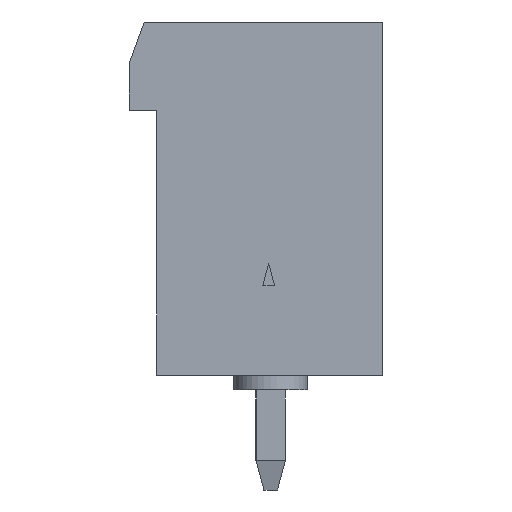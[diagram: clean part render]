
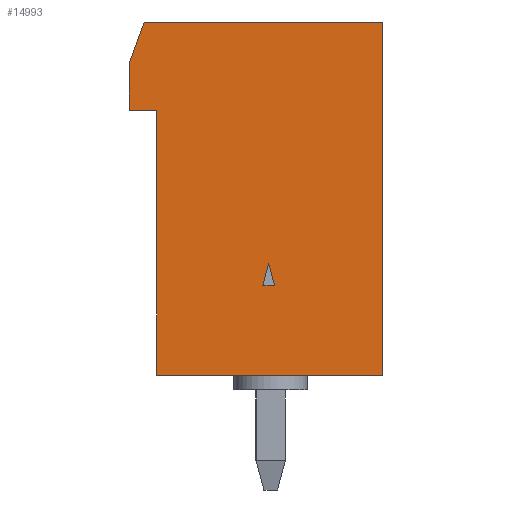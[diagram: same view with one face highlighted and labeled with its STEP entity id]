
A CAD part, left-side view. The second image highlights one B-rep face of the part: STEP entity #14993.
In plain terms, the highlighted planar face has unit normal (-1, 0, 0).
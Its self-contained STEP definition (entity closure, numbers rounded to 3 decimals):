
#14826=CARTESIAN_POINT('',(-48.26,0.271,3.05));
#14827=VERTEX_POINT('',#14826);
#14844=CARTESIAN_POINT('',(-48.26,0.07,3.8));
#14845=VERTEX_POINT('',#14844);
#14852=CARTESIAN_POINT('',(-48.26,0.07,3.8));
#14853=DIRECTION('',(0.0,0.259,-0.966));
#14854=VECTOR('',#14853,0.776);
#14855=LINE('',#14852,#14854);
#14856=EDGE_CURVE('',#14845,#14827,#14855,.T.);
#14868=CARTESIAN_POINT('',(-48.26,-0.131,3.05));
#14869=VERTEX_POINT('',#14868);
#14883=CARTESIAN_POINT('',(-48.26,0.271,3.05));
#14884=DIRECTION('',(0.0,-1.0,0.0));
#14885=VECTOR('',#14884,0.402);
#14886=LINE('',#14883,#14885);
#14887=EDGE_CURVE('',#14827,#14869,#14886,.T.);
#14905=CARTESIAN_POINT('',(-48.26,-0.131,3.05));
#14906=DIRECTION('',(0.0,0.259,0.966));
#14907=VECTOR('',#14906,0.776);
#14908=LINE('',#14905,#14907);
#14909=EDGE_CURVE('',#14869,#14845,#14908,.T.);
#14925=CARTESIAN_POINT('',(-48.26,-4.23,-0.6));
#14926=DIRECTION('',(-1.0,0.0,0.0));
#14927=DIRECTION('',(0.0,0.0,1.0));
#14928=AXIS2_PLACEMENT_3D('',#14925,#14926,#14927);
#14929=PLANE('',#14928);
#14930=CARTESIAN_POINT('',(-48.26,-3.8,12.));
#14931=VERTEX_POINT('',#14930);
#14932=CARTESIAN_POINT('',(-48.26,4.3,12.));
#14933=VERTEX_POINT('',#14932);
#14934=CARTESIAN_POINT('',(-48.26,-3.8,12.));
#14935=DIRECTION('',(0.0,1.0,0.0));
#14936=VECTOR('',#14935,8.1);
#14937=LINE('',#14934,#14936);
#14938=EDGE_CURVE('',#14931,#14933,#14937,.T.);
#14939=ORIENTED_EDGE('',*,*,#14938,.T.);
#14940=CARTESIAN_POINT('',(-48.26,4.8,10.626));
#14941=VERTEX_POINT('',#14940);
#14942=CARTESIAN_POINT('',(-48.26,4.8,10.626));
#14943=DIRECTION('',(0.0,-0.342,0.94));
#14944=VECTOR('',#14943,1.462);
#14945=LINE('',#14942,#14944);
#14946=EDGE_CURVE('',#14941,#14933,#14945,.T.);
#14947=ORIENTED_EDGE('',*,*,#14946,.F.);
#14948=CARTESIAN_POINT('',(-48.26,4.8,9.));
#14949=VERTEX_POINT('',#14948);
#14950=CARTESIAN_POINT('',(-48.26,4.8,9.));
#14951=DIRECTION('',(0.0,0.0,1.0));
#14952=VECTOR('',#14951,1.626);
#14953=LINE('',#14950,#14952);
#14954=EDGE_CURVE('',#14949,#14941,#14953,.T.);
#14955=ORIENTED_EDGE('',*,*,#14954,.F.);
#14956=CARTESIAN_POINT('',(-48.26,3.87,9.));
#14957=VERTEX_POINT('',#14956);
#14958=CARTESIAN_POINT('',(-48.26,3.87,9.));
#14959=DIRECTION('',(0.0,1.0,0.0));
#14960=VECTOR('',#14959,0.93);
#14961=LINE('',#14958,#14960);
#14962=EDGE_CURVE('',#14957,#14949,#14961,.T.);
#14963=ORIENTED_EDGE('',*,*,#14962,.F.);
#14964=CARTESIAN_POINT('',(-48.26,3.87,0.));
#14965=VERTEX_POINT('',#14964);
#14966=CARTESIAN_POINT('',(-48.26,3.87,9.));
#14967=DIRECTION('',(0.0,0.0,-1.0));
#14968=VECTOR('',#14967,9.0);
#14969=LINE('',#14966,#14968);
#14970=EDGE_CURVE('',#14957,#14965,#14969,.T.);
#14971=ORIENTED_EDGE('',*,*,#14970,.T.);
#14972=CARTESIAN_POINT('',(-48.26,-3.8,0.));
#14973=VERTEX_POINT('',#14972);
#14974=CARTESIAN_POINT('',(-48.26,3.87,0.));
#14975=DIRECTION('',(0.0,-1.0,0.0));
#14976=VECTOR('',#14975,7.67);
#14977=LINE('',#14974,#14976);
#14978=EDGE_CURVE('',#14965,#14973,#14977,.T.);
#14979=ORIENTED_EDGE('',*,*,#14978,.T.);
#14980=CARTESIAN_POINT('',(-48.26,-3.8,12.));
#14981=DIRECTION('',(0.0,0.0,-1.0));
#14982=VECTOR('',#14981,12.0);
#14983=LINE('',#14980,#14982);
#14984=EDGE_CURVE('',#14931,#14973,#14983,.T.);
#14985=ORIENTED_EDGE('',*,*,#14984,.F.);
#14986=EDGE_LOOP('',(#14939,#14947,#14955,#14963,#14971,#14979,#14985));
#14987=FACE_OUTER_BOUND('',#14986,.T.);
#14988=ORIENTED_EDGE('',*,*,#14856,.F.);
#14989=ORIENTED_EDGE('',*,*,#14909,.F.);
#14990=ORIENTED_EDGE('',*,*,#14887,.F.);
#14991=EDGE_LOOP('',(#14988,#14989,#14990));
#14992=FACE_BOUND('',#14991,.T.);
#14993=ADVANCED_FACE('',(#14987,#14992),#14929,.T.);
